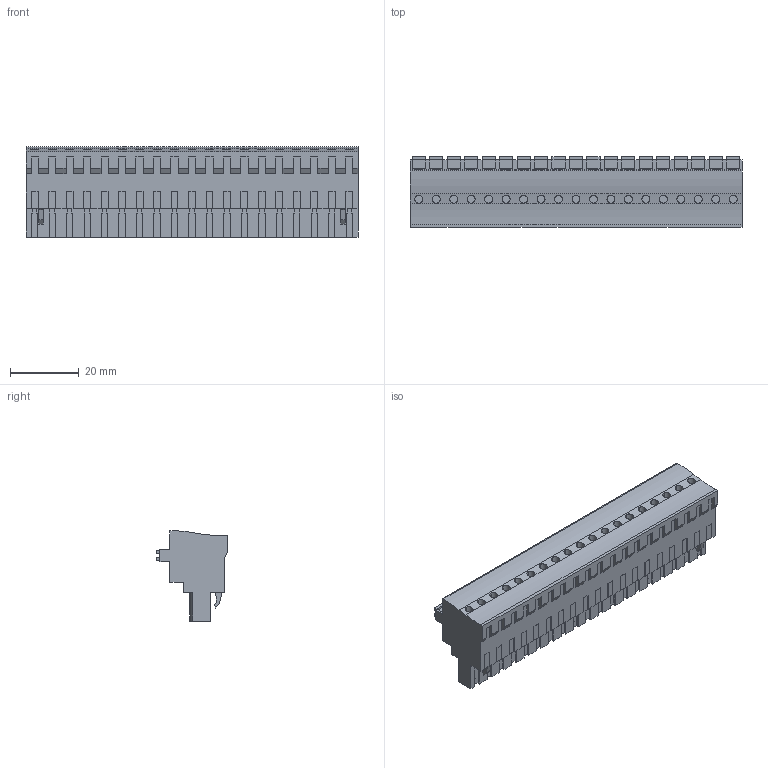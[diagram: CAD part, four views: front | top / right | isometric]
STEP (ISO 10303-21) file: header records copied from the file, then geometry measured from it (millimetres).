
FILE_DESCRIPTION(('CATIA V5 STEP Exchange','CAx-IF Rec.Pracs.--- Model Styling and Organization---1.2---2011-12-15'),'2;1');
FILE_NAME ('D1461170_0_1982870000_1982870000.stp','2017-10-30T14:59:12+00:00',('none'),('Weidmueller'),'CATIA Version 5-6 Release 2014','CATIA V5 STEP AP214','none');
FILE_SCHEMA(('AUTOMOTIVE_DESIGN { 1 0 10303 214 1 1 1 1 }'));
Length unit declared in the file: millimetre
Products named in the file (1): 1982870000
Bounding box: 96.52 x 20.64 x 26.24 mm (x, y, z)
Volume: 28483.8 mm3; surface area: 13569.1 mm2
Topology: 20 solids, 20 shells, 1294 faces, 3612 edges, 2436 vertices
Faces by surface type: plane 1101, cylinder 193
Entity records: 37456 total; most frequent: ORIENTED_EDGE 7224, CARTESIAN_POINT 6941, DIRECTION 4750, EDGE_CURVE 3612, VECTOR 3226, LINE 3226, VERTEX_POINT 2436, EDGE_LOOP 1372
